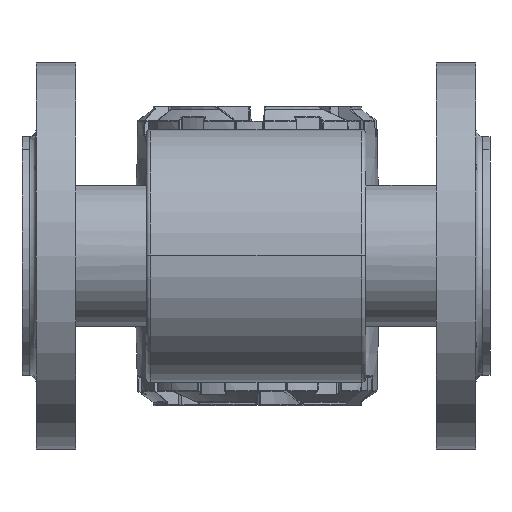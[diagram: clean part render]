
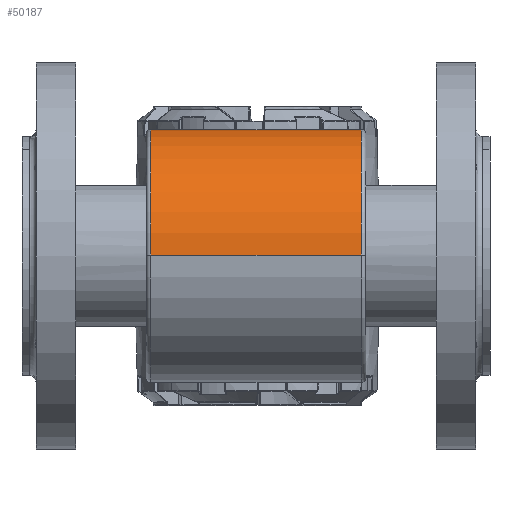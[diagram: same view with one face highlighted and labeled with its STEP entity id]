
A CAD part, front view. The second image highlights one B-rep face of the part: STEP entity #50187.
In plain terms, the highlighted cylindrical face has radius 54 mm (diameter 108 mm), a partial arc.
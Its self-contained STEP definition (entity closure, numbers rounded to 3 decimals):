
#324 = VECTOR ( 'NONE', #59274, 1000. ) ;
#342 = CARTESIAN_POINT ( 'NONE',  ( -130.116, 51.638, 96.308 ) ) ;
#521 = DIRECTION ( 'NONE',  ( -1., 0., 0. ) ) ;
#1341 = B_SPLINE_CURVE_WITH_KNOTS ( 'NONE', 3,
 ( #29086, #9699, #67120, #38442, #114067, #20944, #9095, #59015, #104685, #39051, #97134, #29692, #105289, #115907, #11547, #115279, #2195, #47792, #342, #30315 ),
 .UNSPECIFIED., .F., .F.,
 ( 4, 2, 2, 2, 2, 2, 2, 2, 2, 4 ),
 ( 0., 0.125, 0.25, 0.375, 0.5, 0.563, 0.625, 0.75, 0.875, 1. ),
 .UNSPECIFIED. ) ;
#2195 = CARTESIAN_POINT ( 'NONE',  ( -131.767, 51.298, 101.149 ) ) ;
#2948 = DIRECTION ( 'NONE',  ( 0., -1., 0.008 ) ) ;
#9095 = CARTESIAN_POINT ( 'NONE',  ( -149.691, 50.512, 105.937 ) ) ;
#9699 = CARTESIAN_POINT ( 'NONE',  ( -156.116, 51.638, 96.279 ) ) ;
#9743 = FACE_OUTER_BOUND ( 'NONE', #93819, .T. ) ;
#10366 = DIRECTION ( 'NONE',  ( -1., 0., 0. ) ) ;
#10492 = LINE ( 'NONE', #46754, #120692 ) ;
#11547 = CARTESIAN_POINT ( 'NONE',  ( -135.124, 50.71, 104.983 ) ) ;
#11883 = CARTESIAN_POINT ( 'NONE',  ( -188.116, 51.625, 94.584 ) ) ;
#20356 = VERTEX_POINT ( 'NONE', #29547 ) ;
#20944 = CARTESIAN_POINT ( 'NONE',  ( -151.117, 50.711, 104.976 ) ) ;
#22102 = VERTEX_POINT ( 'NONE', #122125 ) ;
#26437 = EDGE_CURVE ( 'NONE', #86874, #20356, #117819, .T. ) ;
#26797 = VERTEX_POINT ( 'NONE', #106501 ) ;
#28994 = EDGE_CURVE ( 'NONE', #55839, #86874, #118038, .T. ) ;
#29086 = CARTESIAN_POINT ( 'NONE',  ( -156.116, 51.625, 94.579 ) ) ;
#29547 = CARTESIAN_POINT ( 'NONE',  ( -188.116, -56.372, 95.416 ) ) ;
#29692 = CARTESIAN_POINT ( 'NONE',  ( -139.75, 50.235, 107.181 ) ) ;
#29744 = CARTESIAN_POINT ( 'NONE',  ( -96.116, -2.373, 95. ) ) ;
#29887 = DIRECTION ( 'NONE',  ( 0., -1., 0.008 ) ) ;
#29954 = AXIS2_PLACEMENT_3D ( 'NONE', #32908, #70349, #2948 ) ;
#30315 = CARTESIAN_POINT ( 'NONE',  ( -130.116, 51.625, 94.584 ) ) ;
#32908 = CARTESIAN_POINT ( 'NONE',  ( -188.116, -2.373, 95. ) ) ;
#37870 = DIRECTION ( 'NONE',  ( 0., 1., -0.008 ) ) ;
#38442 = CARTESIAN_POINT ( 'NONE',  ( -154.476, 51.301, 101.13 ) ) ;
#39051 = CARTESIAN_POINT ( 'NONE',  ( -142.265, 50.137, 107.596 ) ) ;
#39096 = CYLINDRICAL_SURFACE ( 'NONE', #97682, 54. ) ;
#40599 = AXIS2_PLACEMENT_3D ( 'NONE', #77304, #115474, #29887 ) ;
#46409 = ORIENTED_EDGE ( 'NONE', *, *, #26437, .T. ) ;
#46754 = CARTESIAN_POINT ( 'NONE',  ( -96.116, 51.625, 94.584 ) ) ;
#47792 = CARTESIAN_POINT ( 'NONE',  ( -130.463, 51.565, 98.018 ) ) ;
#49710 = ORIENTED_EDGE ( 'NONE', *, *, #96013, .T. ) ;
#50187 = ADVANCED_FACE ( 'NONE', ( #9743 ), #39096, .T. ) ;
#52386 = DIRECTION ( 'NONE',  ( -1., 0., 0. ) ) ;
#54989 = CARTESIAN_POINT ( 'NONE',  ( -156.116, 51.625, 94.579 ) ) ;
#55296 = ORIENTED_EDGE ( 'NONE', *, *, #79041, .F. ) ;
#55839 = VERTEX_POINT ( 'NONE', #54989 ) ;
#56442 = EDGE_CURVE ( 'NONE', #87563, #22102, #120360, .T. ) ;
#59015 = CARTESIAN_POINT ( 'NONE',  ( -146.531, 50.222, 107.255 ) ) ;
#59274 = DIRECTION ( 'NONE',  ( -1., 0., 0. ) ) ;
#67120 = CARTESIAN_POINT ( 'NONE',  ( -155.774, 51.566, 97.996 ) ) ;
#67333 = EDGE_CURVE ( 'NONE', #87563, #20356, #98686, .T. ) ;
#70349 = DIRECTION ( 'NONE',  ( 1., 0., 0. ) ) ;
#77304 = CARTESIAN_POINT ( 'NONE',  ( -98.116, -2.373, 95. ) ) ;
#79041 = EDGE_CURVE ( 'NONE', #55839, #26797, #1341, .T. ) ;
#81888 = ORIENTED_EDGE ( 'NONE', *, *, #28994, .T. ) ;
#86384 = VECTOR ( 'NONE', #52386, 1000. ) ;
#86874 = VERTEX_POINT ( 'NONE', #11883 ) ;
#87563 = VERTEX_POINT ( 'NONE', #114675 ) ;
#87615 = ORIENTED_EDGE ( 'NONE', *, *, #56442, .T. ) ;
#93819 = EDGE_LOOP ( 'NONE', ( #101666, #87615, #49710, #55296, #81888, #46409 ) ) ;
#96013 = EDGE_CURVE ( 'NONE', #22102, #26797, #10492, .T. ) ;
#97134 = CARTESIAN_POINT ( 'NONE',  ( -141.419, 50.157, 107.513 ) ) ;
#97682 = AXIS2_PLACEMENT_3D ( 'NONE', #29744, #10366, #37870 ) ;
#98686 = LINE ( 'NONE', #118055, #86384 ) ;
#101666 = ORIENTED_EDGE ( 'NONE', *, *, #67333, .F. ) ;
#104685 = CARTESIAN_POINT ( 'NONE',  ( -144.839, 50.137, 107.595 ) ) ;
#105289 = CARTESIAN_POINT ( 'NONE',  ( -138.92, 50.294, 106.928 ) ) ;
#106501 = CARTESIAN_POINT ( 'NONE',  ( -130.116, 51.625, 94.584 ) ) ;
#108062 = CARTESIAN_POINT ( 'NONE',  ( -96.116, 51.625, 94.584 ) ) ;
#114067 = CARTESIAN_POINT ( 'NONE',  ( -153.513, 51.107, 102.574 ) ) ;
#114675 = CARTESIAN_POINT ( 'NONE',  ( -98.116, -56.372, 95.416 ) ) ;
#115279 = CARTESIAN_POINT ( 'NONE',  ( -132.735, 51.104, 102.594 ) ) ;
#115474 = DIRECTION ( 'NONE',  ( -1., 0., 0. ) ) ;
#115907 = CARTESIAN_POINT ( 'NONE',  ( -136.567, 50.509, 105.951 ) ) ;
#117819 = CIRCLE ( 'NONE', #29954, 54. ) ;
#118038 = LINE ( 'NONE', #108062, #324 ) ;
#118055 = CARTESIAN_POINT ( 'NONE',  ( -96.116, -56.372, 95.416 ) ) ;
#120360 = CIRCLE ( 'NONE', #40599, 54. ) ;
#120692 = VECTOR ( 'NONE', #521, 1000. ) ;
#122125 = CARTESIAN_POINT ( 'NONE',  ( -98.116, 51.625, 94.584 ) ) ;
